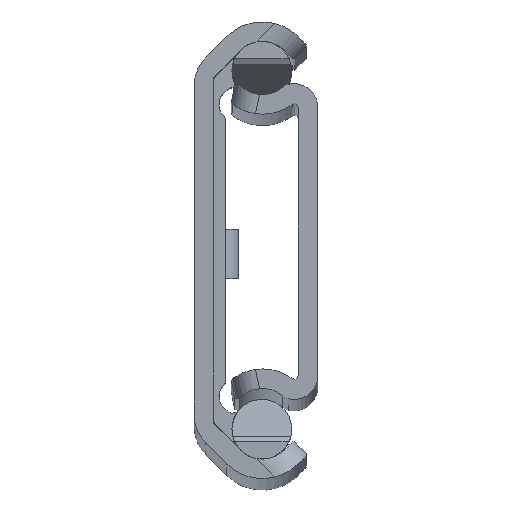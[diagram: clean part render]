
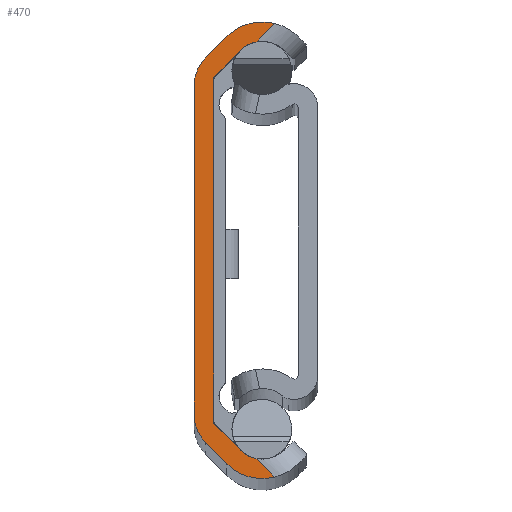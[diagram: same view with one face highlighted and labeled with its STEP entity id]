
A CAD part, top view. The second image highlights one B-rep face of the part: STEP entity #470.
In plain terms, the highlighted planar face has unit normal (0, 0, 1).
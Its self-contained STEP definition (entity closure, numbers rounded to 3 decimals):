
#102 = FACE_OUTER_BOUND ( 'NONE', #2596, .T. ) ;
#157 = CARTESIAN_POINT ( 'NONE',  ( 3.248, 15.996, 0. ) ) ;
#188 = EDGE_CURVE ( 'NONE', #2763, #6511, #6787, .T. ) ;
#202 = LINE ( 'NONE', #7910, #3342 ) ;
#265 = CARTESIAN_POINT ( 'NONE',  ( 2.067, 15.353, 0. ) ) ;
#470 = ADVANCED_FACE ( 'NONE', ( #102 ), #1660, .T. ) ;
#799 = EDGE_CURVE ( 'NONE', #6511, #3437, #1784, .T. ) ;
#802 = ORIENTED_EDGE ( 'NONE', *, *, #7101, .T. ) ;
#959 = CARTESIAN_POINT ( 'NONE',  ( 0.708, 13.456, 0. ) ) ;
#963 = EDGE_CURVE ( 'NONE', #9638, #10486, #8761, .T. ) ;
#1025 = ORIENTED_EDGE ( 'NONE', *, *, #3725, .T. ) ;
#1118 = CIRCLE ( 'NONE', #5537, 3. ) ;
#1284 = LINE ( 'NONE', #4664, #3993 ) ;
#1459 = VECTOR ( 'NONE', #9385, 1000. ) ;
#1633 = EDGE_CURVE ( 'NONE', #5920, #1989, #6119, .T. ) ;
#1660 = PLANE ( 'NONE',  #8503 ) ;
#1784 = CIRCLE ( 'NONE', #9399, 3.88 ) ;
#1866 = CIRCLE ( 'NONE', #8053, 2.38 ) ;
#1906 = CARTESIAN_POINT ( 'NONE',  ( -1.5, 0., 0. ) ) ;
#1989 = VERTEX_POINT ( 'NONE', #10318 ) ;
#2007 = AXIS2_PLACEMENT_3D ( 'NONE', #4996, #5945, #6658 ) ;
#2129 = DIRECTION ( 'NONE',  ( 1., 0., 0. ) ) ;
#2323 = DIRECTION ( 'NONE',  ( 1., 0., 0. ) ) ;
#2491 = VECTOR ( 'NONE', #9450, 1000. ) ;
#2502 = DIRECTION ( 'NONE',  ( 1., 0., 0. ) ) ;
#2561 = CARTESIAN_POINT ( 'NONE',  ( 1.5, 12.665, 0. ) ) ;
#2596 = EDGE_LOOP ( 'NONE', ( #3150, #8467, #802, #4365, #10319, #10173, #9998, #10192, #2720, #8462, #7290, #6764, #1025, #3282 ) ) ;
#2623 = CARTESIAN_POINT ( 'NONE',  ( 0., 13.286, 0. ) ) ;
#2669 = DIRECTION ( 'NONE',  ( 0.707, 0.707, 0. ) ) ;
#2720 = ORIENTED_EDGE ( 'NONE', *, *, #799, .T. ) ;
#2763 = VERTEX_POINT ( 'NONE', #157 ) ;
#2820 = CARTESIAN_POINT ( 'NONE',  ( -0.621, 14.786, 0. ) ) ;
#2847 = CARTESIAN_POINT ( 'NONE',  ( -0.621, -14.786, 0. ) ) ;
#2942 = VERTEX_POINT ( 'NONE', #7920 ) ;
#3150 = ORIENTED_EDGE ( 'NONE', *, *, #10106, .T. ) ;
#3204 = DIRECTION ( 'NONE',  ( 0., 0., 1. ) ) ;
#3282 = ORIENTED_EDGE ( 'NONE', *, *, #10372, .T. ) ;
#3286 = CARTESIAN_POINT ( 'NONE',  ( 3.75, -13.67, 0. ) ) ;
#3342 = VECTOR ( 'NONE', #3598, 1000. ) ;
#3437 = VERTEX_POINT ( 'NONE', #8044 ) ;
#3598 = DIRECTION ( 'NONE',  ( 0.707, -0.707, 0. ) ) ;
#3694 = CIRCLE ( 'NONE', #9169, 3.88 ) ;
#3725 = EDGE_CURVE ( 'NONE', #1989, #4240, #1118, .T. ) ;
#3844 = DIRECTION ( 'NONE',  ( -0.707, -0.707, 0. ) ) ;
#3861 = CARTESIAN_POINT ( 'NONE',  ( 0., 13.286, 0. ) ) ;
#3983 = CARTESIAN_POINT ( 'NONE',  ( 3.75, -13.67, 0. ) ) ;
#3993 = VECTOR ( 'NONE', #3844, 1000. ) ;
#4113 = DIRECTION ( 'NONE',  ( 1., 0., 0. ) ) ;
#4240 = VERTEX_POINT ( 'NONE', #2847 ) ;
#4365 = ORIENTED_EDGE ( 'NONE', *, *, #7052, .T. ) ;
#4664 = CARTESIAN_POINT ( 'NONE',  ( -0.621, 14.786, 0. ) ) ;
#4996 = CARTESIAN_POINT ( 'NONE',  ( 1.5, 12.665, 0. ) ) ;
#5052 = AXIS2_PLACEMENT_3D ( 'NONE', #3286, #10156, #9326 ) ;
#5089 = DIRECTION ( 'NONE',  ( 0., 0., 1. ) ) ;
#5148 = LINE ( 'NONE', #265, #6304 ) ;
#5331 = DIRECTION ( 'NONE',  ( 0., -1., 0. ) ) ;
#5336 = VECTOR ( 'NONE', #5331, 1000. ) ;
#5537 = AXIS2_PLACEMENT_3D ( 'NONE', #9428, #10145, #6929 ) ;
#5716 = EDGE_CURVE ( 'NONE', #9048, #2763, #1866, .T. ) ;
#5756 = EDGE_CURVE ( 'NONE', #3437, #10348, #1284, .T. ) ;
#5888 = CARTESIAN_POINT ( 'NONE',  ( 2.067, -15.353, 0. ) ) ;
#5920 = VERTEX_POINT ( 'NONE', #8487 ) ;
#5945 = DIRECTION ( 'NONE',  ( 0., 0., 1. ) ) ;
#5993 = DIRECTION ( 'NONE',  ( 0., 1., 0. ) ) ;
#6042 = VECTOR ( 'NONE', #5993, 1000. ) ;
#6119 = LINE ( 'NONE', #1906, #5336 ) ;
#6162 = CARTESIAN_POINT ( 'NONE',  ( 1.006, -16.414, 0. ) ) ;
#6304 = VECTOR ( 'NONE', #2669, 1000. ) ;
#6511 = VERTEX_POINT ( 'NONE', #10772 ) ;
#6650 = CIRCLE ( 'NONE', #5052, 2.38 ) ;
#6653 = VERTEX_POINT ( 'NONE', #7112 ) ;
#6658 = DIRECTION ( 'NONE',  ( 1., 0., 0. ) ) ;
#6701 = CARTESIAN_POINT ( 'NONE',  ( -11.956, -0.792, 0. ) ) ;
#6764 = ORIENTED_EDGE ( 'NONE', *, *, #1633, .T. ) ;
#6787 = LINE ( 'NONE', #959, #2491 ) ;
#6900 = CARTESIAN_POINT ( 'NONE',  ( 3.248, -15.996, 0. ) ) ;
#6929 = DIRECTION ( 'NONE',  ( 1., 0., 0. ) ) ;
#6952 = CIRCLE ( 'NONE', #2007, 3. ) ;
#7022 = EDGE_CURVE ( 'NONE', #10348, #5920, #6952, .T. ) ;
#7052 = EDGE_CURVE ( 'NONE', #6653, #9638, #10048, .T. ) ;
#7101 = EDGE_CURVE ( 'NONE', #9542, #6653, #6650, .T. ) ;
#7112 = CARTESIAN_POINT ( 'NONE',  ( 2.067, -15.353, 0. ) ) ;
#7170 = VERTEX_POINT ( 'NONE', #6162 ) ;
#7290 = ORIENTED_EDGE ( 'NONE', *, *, #7022, .T. ) ;
#7386 = CARTESIAN_POINT ( 'NONE',  ( 0., -13.286, 0. ) ) ;
#7428 = DIRECTION ( 'NONE',  ( 0., 0., 1. ) ) ;
#7452 = EDGE_CURVE ( 'NONE', #2942, #9542, #7646, .T. ) ;
#7616 = EDGE_CURVE ( 'NONE', #10486, #9048, #5148, .T. ) ;
#7646 = LINE ( 'NONE', #6701, #8602 ) ;
#7910 = CARTESIAN_POINT ( 'NONE',  ( -0.621, -14.786, 0. ) ) ;
#7920 = CARTESIAN_POINT ( 'NONE',  ( 4.687, -17.435, 0. ) ) ;
#8044 = CARTESIAN_POINT ( 'NONE',  ( 1.006, 16.414, 0. ) ) ;
#8053 = AXIS2_PLACEMENT_3D ( 'NONE', #9934, #8990, #2129 ) ;
#8360 = DIRECTION ( 'NONE',  ( -0.707, 0.707, 0. ) ) ;
#8462 = ORIENTED_EDGE ( 'NONE', *, *, #5756, .T. ) ;
#8467 = ORIENTED_EDGE ( 'NONE', *, *, #7452, .T. ) ;
#8480 = CARTESIAN_POINT ( 'NONE',  ( 3.75, 13.67, 0. ) ) ;
#8487 = CARTESIAN_POINT ( 'NONE',  ( -1.5, 12.665, 0. ) ) ;
#8503 = AXIS2_PLACEMENT_3D ( 'NONE', #2561, #5089, #2502 ) ;
#8602 = VECTOR ( 'NONE', #8360, 1000. ) ;
#8761 = LINE ( 'NONE', #2623, #6042 ) ;
#8849 = CARTESIAN_POINT ( 'NONE',  ( 2.067, 15.353, 0. ) ) ;
#8990 = DIRECTION ( 'NONE',  ( 0., 0., -1. ) ) ;
#9048 = VERTEX_POINT ( 'NONE', #8849 ) ;
#9169 = AXIS2_PLACEMENT_3D ( 'NONE', #3983, #3204, #2323 ) ;
#9326 = DIRECTION ( 'NONE',  ( 1., 0., 0. ) ) ;
#9385 = DIRECTION ( 'NONE',  ( -0.707, 0.707, 0. ) ) ;
#9399 = AXIS2_PLACEMENT_3D ( 'NONE', #8480, #7428, #4113 ) ;
#9428 = CARTESIAN_POINT ( 'NONE',  ( 1.5, -12.665, 0. ) ) ;
#9450 = DIRECTION ( 'NONE',  ( 0.707, 0.707, 0. ) ) ;
#9542 = VERTEX_POINT ( 'NONE', #6900 ) ;
#9638 = VERTEX_POINT ( 'NONE', #7386 ) ;
#9934 = CARTESIAN_POINT ( 'NONE',  ( 3.75, 13.67, 0. ) ) ;
#9998 = ORIENTED_EDGE ( 'NONE', *, *, #5716, .T. ) ;
#10048 = LINE ( 'NONE', #5888, #1459 ) ;
#10106 = EDGE_CURVE ( 'NONE', #7170, #2942, #3694, .T. ) ;
#10145 = DIRECTION ( 'NONE',  ( 0., 0., 1. ) ) ;
#10156 = DIRECTION ( 'NONE',  ( 0., 0., -1. ) ) ;
#10173 = ORIENTED_EDGE ( 'NONE', *, *, #7616, .T. ) ;
#10192 = ORIENTED_EDGE ( 'NONE', *, *, #188, .T. ) ;
#10318 = CARTESIAN_POINT ( 'NONE',  ( -1.5, -12.665, 0. ) ) ;
#10319 = ORIENTED_EDGE ( 'NONE', *, *, #963, .T. ) ;
#10348 = VERTEX_POINT ( 'NONE', #2820 ) ;
#10372 = EDGE_CURVE ( 'NONE', #4240, #7170, #202, .T. ) ;
#10486 = VERTEX_POINT ( 'NONE', #3861 ) ;
#10772 = CARTESIAN_POINT ( 'NONE',  ( 4.687, 17.435, 0. ) ) ;
